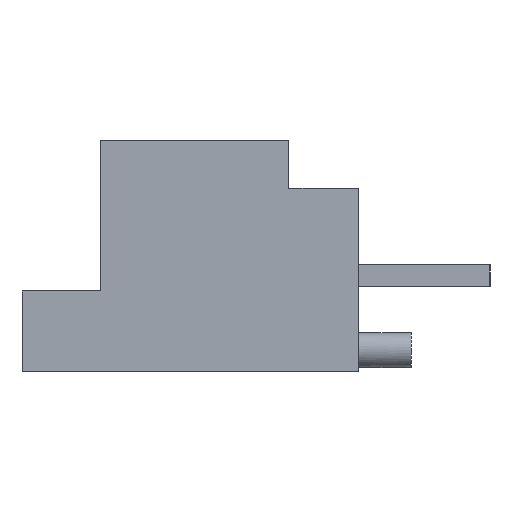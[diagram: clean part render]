
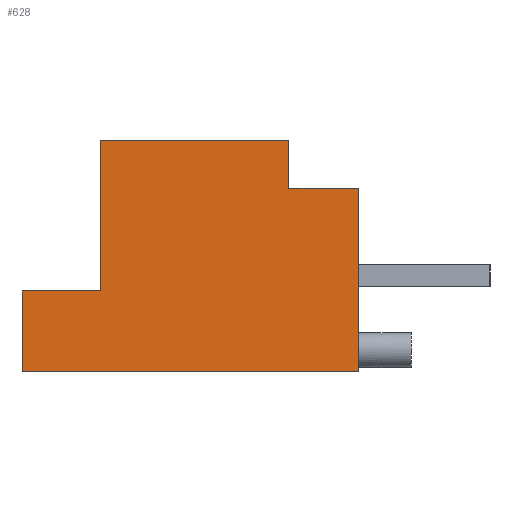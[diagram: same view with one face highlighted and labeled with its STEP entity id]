
A CAD part, left-side view. The second image highlights one B-rep face of the part: STEP entity #628.
In plain terms, the highlighted planar face has unit normal (-1, 0, 0).
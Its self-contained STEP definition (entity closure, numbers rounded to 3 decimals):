
#576=AXIS2_PLACEMENT_3D('Plane Axis2P3D',#573,#574,#575) ;
#121=CARTESIAN_POINT('Vertex',(-6.,-3.85,2.)) ;
#124=CARTESIAN_POINT('Line Origine',(-6.,-3.85,-0.1)) ;
#128=CARTESIAN_POINT('Vertex',(-6.,-3.85,-2.2)) ;
#481=CARTESIAN_POINT('Line Origine',(-6.,-3.05,2.)) ;
#485=CARTESIAN_POINT('Vertex',(-6.,-2.25,2.)) ;
#573=CARTESIAN_POINT('Axis2P3D Location',(-6.,-3.85,3.1)) ;
#578=CARTESIAN_POINT('Line Origine',(-6.,-2.25,2.55)) ;
#582=CARTESIAN_POINT('Vertex',(-6.,-2.25,3.1)) ;
#585=CARTESIAN_POINT('Line Origine',(-6.,-0.1,3.1)) ;
#589=CARTESIAN_POINT('Vertex',(-6.,2.05,3.1)) ;
#592=CARTESIAN_POINT('Line Origine',(-6.,2.05,1.375)) ;
#596=CARTESIAN_POINT('Vertex',(-6.,2.05,-0.35)) ;
#599=CARTESIAN_POINT('Line Origine',(-6.,2.95,-0.35)) ;
#603=CARTESIAN_POINT('Vertex',(-6.,3.85,-0.35)) ;
#606=CARTESIAN_POINT('Line Origine',(-6.,3.85,-1.275)) ;
#610=CARTESIAN_POINT('Vertex',(-6.,3.85,-2.2)) ;
#613=CARTESIAN_POINT('Line Origine',(-6.,0.,-2.2)) ;
#125=DIRECTION('Vector Direction',(0.,0.,-1.)) ;
#482=DIRECTION('Vector Direction',(0.,-1.,0.)) ;
#574=DIRECTION('Axis2P3D Direction',(1.,0.,0.)) ;
#575=DIRECTION('Axis2P3D XDirection',(0.,0.,-1.)) ;
#579=DIRECTION('Vector Direction',(0.,0.,-1.)) ;
#586=DIRECTION('Vector Direction',(0.,-1.,0.)) ;
#593=DIRECTION('Vector Direction',(0.,0.,1.)) ;
#600=DIRECTION('Vector Direction',(0.,-1.,0.)) ;
#607=DIRECTION('Vector Direction',(0.,0.,-1.)) ;
#614=DIRECTION('Vector Direction',(0.,-1.,0.)) ;
#126=VECTOR('Line Direction',#125,1.) ;
#483=VECTOR('Line Direction',#482,1.) ;
#580=VECTOR('Line Direction',#579,1.) ;
#587=VECTOR('Line Direction',#586,1.) ;
#594=VECTOR('Line Direction',#593,1.) ;
#601=VECTOR('Line Direction',#600,1.) ;
#608=VECTOR('Line Direction',#607,1.) ;
#615=VECTOR('Line Direction',#614,1.) ;
#619=ORIENTED_EDGE('',*,*,#130,.F.) ;
#620=ORIENTED_EDGE('',*,*,#487,.F.) ;
#621=ORIENTED_EDGE('',*,*,#584,.F.) ;
#622=ORIENTED_EDGE('',*,*,#591,.F.) ;
#623=ORIENTED_EDGE('',*,*,#598,.F.) ;
#624=ORIENTED_EDGE('',*,*,#605,.F.) ;
#625=ORIENTED_EDGE('',*,*,#612,.T.) ;
#626=ORIENTED_EDGE('',*,*,#617,.T.) ;
#628=ADVANCED_FACE('',(#627),#577,.F.) ;
#130=EDGE_CURVE('',#122,#129,#127,.T.) ;
#487=EDGE_CURVE('',#486,#122,#484,.T.) ;
#584=EDGE_CURVE('',#583,#486,#581,.T.) ;
#591=EDGE_CURVE('',#590,#583,#588,.T.) ;
#598=EDGE_CURVE('',#597,#590,#595,.T.) ;
#605=EDGE_CURVE('',#604,#597,#602,.T.) ;
#612=EDGE_CURVE('',#604,#611,#609,.T.) ;
#617=EDGE_CURVE('',#611,#129,#616,.T.) ;
#618=EDGE_LOOP('',(#619,#620,#621,#622,#623,#624,#625,#626)) ;
#627=FACE_OUTER_BOUND('',#618,.T.) ;
#127=LINE('Line',#124,#126) ;
#484=LINE('Line',#481,#483) ;
#581=LINE('Line',#578,#580) ;
#588=LINE('Line',#585,#587) ;
#595=LINE('Line',#592,#594) ;
#602=LINE('Line',#599,#601) ;
#609=LINE('Line',#606,#608) ;
#616=LINE('Line',#613,#615) ;
#577=PLANE('Plane',#576) ;
#122=VERTEX_POINT('',#121) ;
#129=VERTEX_POINT('',#128) ;
#486=VERTEX_POINT('',#485) ;
#583=VERTEX_POINT('',#582) ;
#590=VERTEX_POINT('',#589) ;
#597=VERTEX_POINT('',#596) ;
#604=VERTEX_POINT('',#603) ;
#611=VERTEX_POINT('',#610) ;
